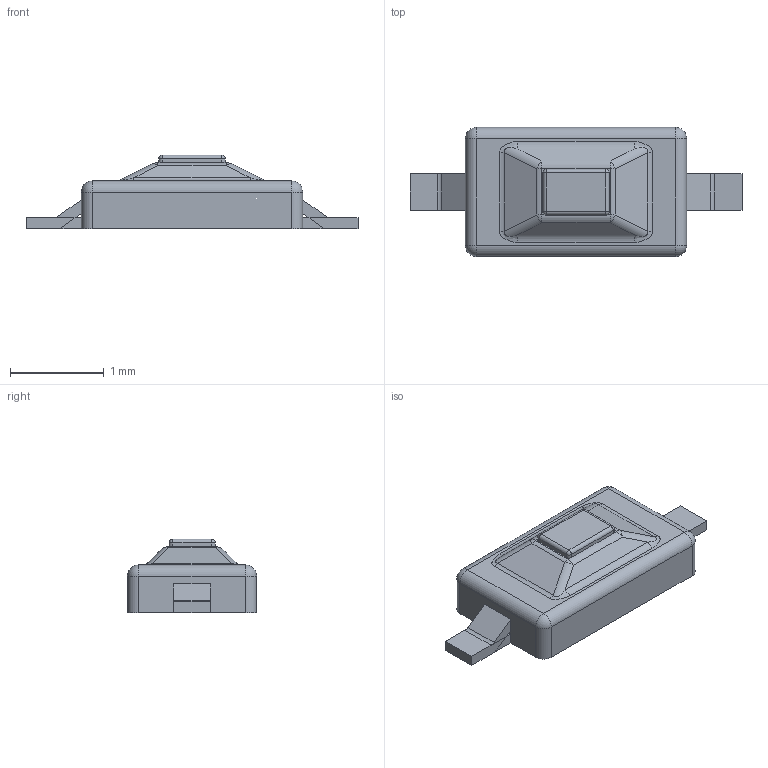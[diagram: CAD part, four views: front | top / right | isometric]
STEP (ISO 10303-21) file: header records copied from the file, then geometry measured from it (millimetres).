
FILE_DESCRIPTION(('FreeCAD Model'),'2;1');
FILE_NAME('SW_SPST_FSMSM.step','2017-08-01T09:40:19',('kicad StepUp'),('ksu MCAD'), 'Open CASCADE STEP processor 6.8','FreeCAD','Unknown');
FILE_SCHEMA(('AUTOMOTIVE_DESIGN_CC2 { 1 2 10303 214 -1 1 5 4 }'));
Length unit declared in the file: millimetre
Products named in the file (2): ASSEMBLY; SW_SPST_FSMSM
Assembly tree (1 placements, depth 2):
  ASSEMBLY
    SW_SPST_FSMSM
Bounding box: 3.54 x 1.38 x 0.79 mm (x, y, z)
Volume: 1.9 mm3; surface area: 11.6 mm2
Topology: 1 solids, 1 shells, 94 faces, 231 edges, 126 vertices
Faces by surface type: plane 48, cylinder 30, sphere 12, bspline 4
Entity records: 3657 total; most frequent: CARTESIAN_POINT 867, DIRECTION 441, ORIENTED_EDGE 438, EDGE_CURVE 219, AXIS2_PLACEMENT_3D 148, LINE 145, VECTOR 145, VERTEX_POINT 126
